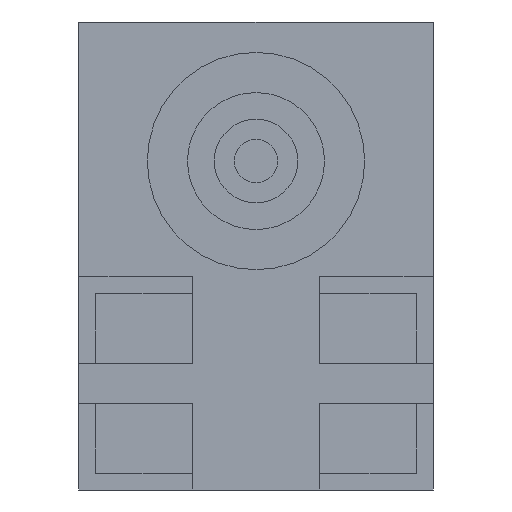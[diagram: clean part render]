
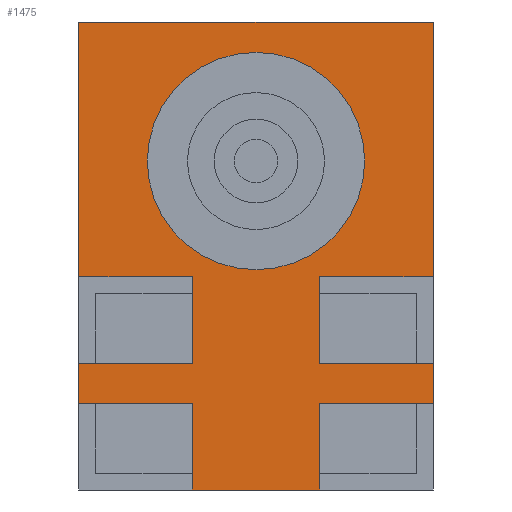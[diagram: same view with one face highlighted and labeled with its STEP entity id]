
A CAD part, front view. The second image highlights one B-rep face of the part: STEP entity #1475.
In plain terms, the highlighted planar face has unit normal (0, -1, 0).
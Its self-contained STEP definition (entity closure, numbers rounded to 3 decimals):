
#3 = AXIS2_PLACEMENT_3D ( 'NONE', #1883, #1892, #744 ) ;
#23 = LINE ( 'NONE', #194, #2469 ) ;
#50 = LINE ( 'NONE', #1622, #81 ) ;
#58 = CARTESIAN_POINT ( 'NONE',  ( -0.475, 0., 0. ) ) ;
#69 = VERTEX_POINT ( 'NONE', #2333 ) ;
#73 = CARTESIAN_POINT ( 'NONE',  ( -0.475, 0., 0. ) ) ;
#77 = VERTEX_POINT ( 'NONE', #2346 ) ;
#80 = CARTESIAN_POINT ( 'NONE',  ( 0.475, 0., -1.75 ) ) ;
#81 = VECTOR ( 'NONE', #481, 1000. ) ;
#84 = DIRECTION ( 'NONE',  ( -1., 0., 0. ) ) ;
#94 = VERTEX_POINT ( 'NONE', #928 ) ;
#116 = DIRECTION ( 'NONE',  ( 0., 0., -1. ) ) ;
#118 = EDGE_CURVE ( 'NONE', #2344, #993, #1716, .T. ) ;
#120 = LINE ( 'NONE', #1447, #471 ) ;
#128 = AXIS2_PLACEMENT_3D ( 'NONE', #2019, #646, #2265 ) ;
#131 = EDGE_CURVE ( 'NONE', #996, #2082, #2779, .T. ) ;
#142 = VERTEX_POINT ( 'NONE', #1454 ) ;
#146 = VERTEX_POINT ( 'NONE', #80 ) ;
#171 = LINE ( 'NONE', #778, #1533 ) ;
#185 = ORIENTED_EDGE ( 'NONE', *, *, #2871, .T. ) ;
#194 = CARTESIAN_POINT ( 'NONE',  ( 0.475, 0., -0.156 ) ) ;
#245 = ORIENTED_EDGE ( 'NONE', *, *, #453, .F. ) ;
#254 = EDGE_CURVE ( 'NONE', #146, #69, #2440, .T. ) ;
#271 = CARTESIAN_POINT ( 'NONE',  ( 1.325, 0., 1.75 ) ) ;
#275 = VECTOR ( 'NONE', #501, 1000. ) ;
#312 = CARTESIAN_POINT ( 'NONE',  ( 1.325, 0., -1.103 ) ) ;
#359 = CIRCLE ( 'NONE', #1793, 0.813 ) ;
#362 = EDGE_CURVE ( 'NONE', #1218, #146, #171, .T. ) ;
#379 = ORIENTED_EDGE ( 'NONE', *, *, #1591, .F. ) ;
#430 = CARTESIAN_POINT ( 'NONE',  ( -0.475, 0., -0.156 ) ) ;
#453 = EDGE_CURVE ( 'NONE', #142, #94, #1566, .T. ) ;
#471 = VECTOR ( 'NONE', #752, 1000. ) ;
#481 = DIRECTION ( 'NONE',  ( -1., 0., 0. ) ) ;
#489 = CARTESIAN_POINT ( 'NONE',  ( 0.475, 0., -0.156 ) ) ;
#497 = ORIENTED_EDGE ( 'NONE', *, *, #2924, .F. ) ;
#501 = DIRECTION ( 'NONE',  ( -1., 0., 0. ) ) ;
#512 = CARTESIAN_POINT ( 'NONE',  ( 0., 0., -1.103 ) ) ;
#541 = EDGE_CURVE ( 'NONE', #94, #878, #23, .T. ) ;
#556 = DIRECTION ( 'NONE',  ( 0., -1., 0. ) ) ;
#638 = CARTESIAN_POINT ( 'NONE',  ( 0.475, 0., 0. ) ) ;
#646 = DIRECTION ( 'NONE',  ( 0., -1., 0. ) ) ;
#687 = LINE ( 'NONE', #512, #857 ) ;
#696 = VECTOR ( 'NONE', #2375, 1000. ) ;
#726 = DIRECTION ( 'NONE',  ( 0., 0., 1. ) ) ;
#744 = DIRECTION ( 'NONE',  ( 0., 0., -1. ) ) ;
#746 = VECTOR ( 'NONE', #2958, 1000. ) ;
#751 = VECTOR ( 'NONE', #2515, 1000. ) ;
#752 = DIRECTION ( 'NONE',  ( 0., 0., 1. ) ) ;
#777 = ORIENTED_EDGE ( 'NONE', *, *, #1949, .F. ) ;
#778 = CARTESIAN_POINT ( 'NONE',  ( 0.475, 0., 0. ) ) ;
#825 = CARTESIAN_POINT ( 'NONE',  ( 1.325, 0., -0.803 ) ) ;
#851 = ORIENTED_EDGE ( 'NONE', *, *, #118, .F. ) ;
#857 = VECTOR ( 'NONE', #84, 1000. ) ;
#878 = VERTEX_POINT ( 'NONE', #489 ) ;
#908 = EDGE_CURVE ( 'NONE', #2544, #69, #2473, .T. ) ;
#923 = DIRECTION ( 'NONE',  ( 1., 0., 0. ) ) ;
#928 = CARTESIAN_POINT ( 'NONE',  ( 1.325, 0., -0.156 ) ) ;
#936 = CARTESIAN_POINT ( 'NONE',  ( 1.325, 0., -1.75 ) ) ;
#993 = VERTEX_POINT ( 'NONE', #312 ) ;
#996 = VERTEX_POINT ( 'NONE', #2818 ) ;
#999 = CARTESIAN_POINT ( 'NONE',  ( 1.325, 0., 1.75 ) ) ;
#1051 = DIRECTION ( 'NONE',  ( 0., 0., -1. ) ) ;
#1083 = DIRECTION ( 'NONE',  ( -1., 0., 0. ) ) ;
#1122 = CARTESIAN_POINT ( 'NONE',  ( 0., 0., -0.803 ) ) ;
#1170 = CARTESIAN_POINT ( 'NONE',  ( -0.475, 0., -1.103 ) ) ;
#1181 = ORIENTED_EDGE ( 'NONE', *, *, #2528, .F. ) ;
#1217 = DIRECTION ( 'NONE',  ( 0., 0., -1. ) ) ;
#1218 = VERTEX_POINT ( 'NONE', #2062 ) ;
#1223 = CARTESIAN_POINT ( 'NONE',  ( -1.325, 0., 1.75 ) ) ;
#1265 = VECTOR ( 'NONE', #923, 1000. ) ;
#1268 = CARTESIAN_POINT ( 'NONE',  ( 1.325, 0., 1.75 ) ) ;
#1331 = EDGE_CURVE ( 'NONE', #2187, #2030, #2772, .T. ) ;
#1351 = VERTEX_POINT ( 'NONE', #2100 ) ;
#1371 = FACE_OUTER_BOUND ( 'NONE', #1792, .T. ) ;
#1377 = DIRECTION ( 'NONE',  ( -1., 0., 0. ) ) ;
#1383 = PLANE ( 'NONE',  #3 ) ;
#1386 = CARTESIAN_POINT ( 'NONE',  ( -1.325, 0., -0.156 ) ) ;
#1412 = LINE ( 'NONE', #271, #1265 ) ;
#1434 = VERTEX_POINT ( 'NONE', #2941 ) ;
#1447 = CARTESIAN_POINT ( 'NONE',  ( -1.325, 0., 1.75 ) ) ;
#1454 = CARTESIAN_POINT ( 'NONE',  ( 1.325, 0., 1.75 ) ) ;
#1475 = ADVANCED_FACE ( 'NONE', ( #1371, #1886 ), #1383, .T. ) ;
#1477 = ORIENTED_EDGE ( 'NONE', *, *, #1863, .F. ) ;
#1512 = ORIENTED_EDGE ( 'NONE', *, *, #1331, .F. ) ;
#1533 = VECTOR ( 'NONE', #116, 1000. ) ;
#1566 = LINE ( 'NONE', #1268, #1987 ) ;
#1572 = ORIENTED_EDGE ( 'NONE', *, *, #254, .F. ) ;
#1591 = EDGE_CURVE ( 'NONE', #2651, #1351, #359, .T. ) ;
#1622 = CARTESIAN_POINT ( 'NONE',  ( 0., 0., -1.103 ) ) ;
#1624 = CARTESIAN_POINT ( 'NONE',  ( 0., 0., -0.803 ) ) ;
#1669 = VECTOR ( 'NONE', #1377, 1000. ) ;
#1698 = DIRECTION ( 'NONE',  ( 0., 0., -1. ) ) ;
#1716 = LINE ( 'NONE', #999, #696 ) ;
#1739 = ORIENTED_EDGE ( 'NONE', *, *, #908, .T. ) ;
#1754 = VERTEX_POINT ( 'NONE', #2490 ) ;
#1792 = EDGE_LOOP ( 'NONE', ( #1572, #2406, #777, #851, #185, #1896, #2647, #245, #1477, #1512, #497, #2467, #2584, #2748, #1181, #1739 ) ) ;
#1793 = AXIS2_PLACEMENT_3D ( 'NONE', #2624, #556, #2172 ) ;
#1801 = LINE ( 'NONE', #430, #746 ) ;
#1802 = DIRECTION ( 'NONE',  ( -1., 0., 0. ) ) ;
#1803 = EDGE_CURVE ( 'NONE', #2082, #1754, #2171, .T. ) ;
#1863 = EDGE_CURVE ( 'NONE', #2030, #142, #1412, .T. ) ;
#1883 = CARTESIAN_POINT ( 'NONE',  ( 0., 0., 0. ) ) ;
#1886 = FACE_BOUND ( 'NONE', #2308, .T. ) ;
#1892 = DIRECTION ( 'NONE',  ( 0., -1., 0. ) ) ;
#1896 = ORIENTED_EDGE ( 'NONE', *, *, #2755, .F. ) ;
#1910 = VECTOR ( 'NONE', #1802, 1000. ) ;
#1949 = EDGE_CURVE ( 'NONE', #993, #1218, #687, .T. ) ;
#1986 = CARTESIAN_POINT ( 'NONE',  ( -1.325, 0., 1.75 ) ) ;
#1987 = VECTOR ( 'NONE', #1051, 1000. ) ;
#2019 = CARTESIAN_POINT ( 'NONE',  ( 0., 0., 0.71 ) ) ;
#2030 = VERTEX_POINT ( 'NONE', #1986 ) ;
#2044 = LINE ( 'NONE', #638, #751 ) ;
#2062 = CARTESIAN_POINT ( 'NONE',  ( 0.475, 0., -1.103 ) ) ;
#2081 = LINE ( 'NONE', #1122, #1910 ) ;
#2082 = VERTEX_POINT ( 'NONE', #2145 ) ;
#2100 = CARTESIAN_POINT ( 'NONE',  ( 0., 0., -0.103 ) ) ;
#2145 = CARTESIAN_POINT ( 'NONE',  ( -0.475, 0., -0.803 ) ) ;
#2156 = ORIENTED_EDGE ( 'NONE', *, *, #2902, .F. ) ;
#2171 = LINE ( 'NONE', #1624, #1669 ) ;
#2172 = DIRECTION ( 'NONE',  ( 0., 0., -1. ) ) ;
#2174 = VECTOR ( 'NONE', #726, 1000. ) ;
#2187 = VERTEX_POINT ( 'NONE', #1386 ) ;
#2265 = DIRECTION ( 'NONE',  ( 0., 0., -1. ) ) ;
#2308 = EDGE_LOOP ( 'NONE', ( #2156, #379 ) ) ;
#2333 = CARTESIAN_POINT ( 'NONE',  ( -0.475, 0., -1.75 ) ) ;
#2344 = VERTEX_POINT ( 'NONE', #825 ) ;
#2346 = CARTESIAN_POINT ( 'NONE',  ( -1.325, 0., -1.103 ) ) ;
#2370 = VECTOR ( 'NONE', #1698, 1000. ) ;
#2375 = DIRECTION ( 'NONE',  ( 0., 0., -1. ) ) ;
#2406 = ORIENTED_EDGE ( 'NONE', *, *, #362, .F. ) ;
#2412 = VECTOR ( 'NONE', #1217, 1000. ) ;
#2440 = LINE ( 'NONE', #936, #275 ) ;
#2467 = ORIENTED_EDGE ( 'NONE', *, *, #131, .T. ) ;
#2469 = VECTOR ( 'NONE', #1083, 1000. ) ;
#2473 = LINE ( 'NONE', #73, #2370 ) ;
#2490 = CARTESIAN_POINT ( 'NONE',  ( -1.325, 0., -0.803 ) ) ;
#2493 = CIRCLE ( 'NONE', #128, 0.813 ) ;
#2515 = DIRECTION ( 'NONE',  ( 0., 0., -1. ) ) ;
#2528 = EDGE_CURVE ( 'NONE', #2544, #77, #50, .T. ) ;
#2544 = VERTEX_POINT ( 'NONE', #1170 ) ;
#2547 = EDGE_CURVE ( 'NONE', #77, #1754, #120, .T. ) ;
#2584 = ORIENTED_EDGE ( 'NONE', *, *, #1803, .T. ) ;
#2611 = CARTESIAN_POINT ( 'NONE',  ( 0., 0., 1.523 ) ) ;
#2624 = CARTESIAN_POINT ( 'NONE',  ( 0., 0., 0.71 ) ) ;
#2647 = ORIENTED_EDGE ( 'NONE', *, *, #541, .F. ) ;
#2651 = VERTEX_POINT ( 'NONE', #2611 ) ;
#2748 = ORIENTED_EDGE ( 'NONE', *, *, #2547, .F. ) ;
#2755 = EDGE_CURVE ( 'NONE', #878, #1434, #2044, .T. ) ;
#2772 = LINE ( 'NONE', #1223, #2174 ) ;
#2779 = LINE ( 'NONE', #58, #2412 ) ;
#2818 = CARTESIAN_POINT ( 'NONE',  ( -0.475, 0., -0.156 ) ) ;
#2871 = EDGE_CURVE ( 'NONE', #2344, #1434, #2081, .T. ) ;
#2902 = EDGE_CURVE ( 'NONE', #1351, #2651, #2493, .T. ) ;
#2924 = EDGE_CURVE ( 'NONE', #996, #2187, #1801, .T. ) ;
#2941 = CARTESIAN_POINT ( 'NONE',  ( 0.475, 0., -0.803 ) ) ;
#2958 = DIRECTION ( 'NONE',  ( -1., 0., 0. ) ) ;
